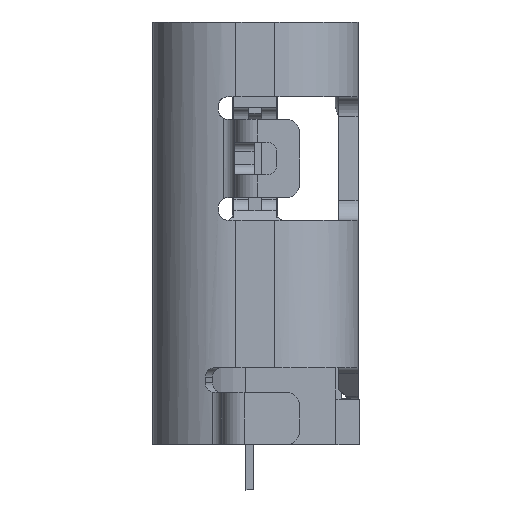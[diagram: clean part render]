
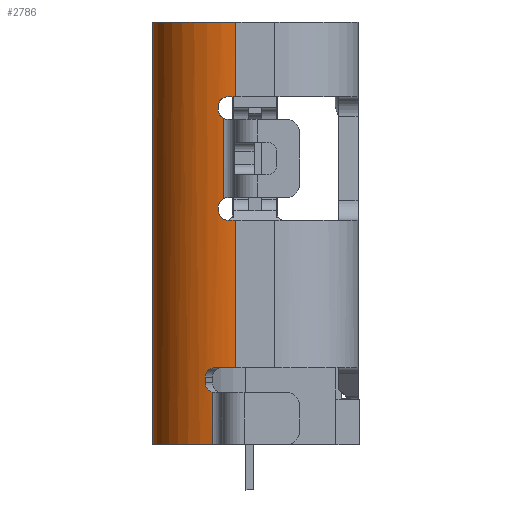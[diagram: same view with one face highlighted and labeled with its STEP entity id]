
A CAD part, left-side view. The second image highlights one B-rep face of the part: STEP entity #2786.
In plain terms, the highlighted cylindrical face has radius 1.28 mm (diameter 2.56 mm), a partial arc.
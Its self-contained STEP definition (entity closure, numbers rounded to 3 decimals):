
#2786=ADVANCED_FACE('NONE',(#6139),#6140,.T.);
#6139=FACE_OUTER_BOUND('',#8397,.T.);
#6140=CYLINDRICAL_SURFACE('',#8398,1.28);
#8397=EDGE_LOOP('',(#11810,#11811,#11812,#11813,#11814,#11815,#11816,#11817,#11818,#11819,#11820,#11821,#11822,#11823,#11824,#11825,#11826,#11827,#11828));
#8398=AXIS2_PLACEMENT_3D('',#11829,#11830,#11831);
#11810=ORIENTED_EDGE('',*,*,#18339,.T.);
#11811=ORIENTED_EDGE('',*,*,#18340,.T.);
#11812=ORIENTED_EDGE('',*,*,#18341,.T.);
#11813=ORIENTED_EDGE('',*,*,#18342,.T.);
#11814=ORIENTED_EDGE('',*,*,#18343,.T.);
#11815=ORIENTED_EDGE('',*,*,#18344,.T.);
#11816=ORIENTED_EDGE('',*,*,#18345,.T.);
#11817=ORIENTED_EDGE('',*,*,#18346,.T.);
#11818=ORIENTED_EDGE('',*,*,#18347,.T.);
#11819=ORIENTED_EDGE('',*,*,#18348,.T.);
#11820=ORIENTED_EDGE('',*,*,#18349,.T.);
#11821=ORIENTED_EDGE('',*,*,#18350,.F.);
#11822=ORIENTED_EDGE('',*,*,#18351,.T.);
#11823=ORIENTED_EDGE('',*,*,#18321,.F.);
#11824=ORIENTED_EDGE('',*,*,#18181,.F.);
#11825=ORIENTED_EDGE('',*,*,#18352,.F.);
#11826=ORIENTED_EDGE('',*,*,#18353,.T.);
#11827=ORIENTED_EDGE('',*,*,#18354,.T.);
#11828=ORIENTED_EDGE('',*,*,#18355,.T.);
#11829=CARTESIAN_POINT('',(-3.19,0.275,-1.5));
#11830=DIRECTION('',(0.0,0.,-1.0));
#11831=DIRECTION('',(1.0,0.0,0.0));
#18181=EDGE_CURVE('NONE',#20516,#20517,#20518,.T.);
#18321=EDGE_CURVE('NONE',#20517,#20760,#20761,.T.);
#18339=EDGE_CURVE('NONE',#20795,#20796,#20797,.T.);
#18340=EDGE_CURVE('NONE',#20796,#20798,#20799,.T.);
#18341=EDGE_CURVE('NONE',#20798,#20800,#20801,.T.);
#18342=EDGE_CURVE('NONE',#20800,#20802,#20803,.T.);
#18343=EDGE_CURVE('NONE',#20802,#20804,#20805,.T.);
#18344=EDGE_CURVE('NONE',#20804,#20806,#20807,.T.);
#18345=EDGE_CURVE('NONE',#20806,#20808,#20809,.T.);
#18346=EDGE_CURVE('NONE',#20808,#20810,#20811,.T.);
#18347=EDGE_CURVE('NONE',#20810,#20812,#20813,.T.);
#18348=EDGE_CURVE('NONE',#20812,#20814,#20815,.T.);
#18349=EDGE_CURVE('NONE',#20814,#20816,#20817,.T.);
#18350=EDGE_CURVE('NONE',#20818,#20816,#20819,.T.);
#18351=EDGE_CURVE('NONE',#20818,#20760,#20820,.T.);
#18352=EDGE_CURVE('NONE',#20821,#20516,#20822,.T.);
#18353=EDGE_CURVE('NONE',#20821,#20823,#20824,.T.);
#18354=EDGE_CURVE('NONE',#20823,#20825,#20826,.T.);
#18355=EDGE_CURVE('NONE',#20825,#20795,#20827,.T.);
#20516=VERTEX_POINT('NONE',#22792);
#20517=VERTEX_POINT('NONE',#22793);
#20518=LINE('',#22794,#22795);
#20760=VERTEX_POINT('NONE',#23145);
#20761=CIRCLE('',#23146,1.28);
#20795=VERTEX_POINT('NONE',#23191);
#20796=VERTEX_POINT('NONE',#23192);
#20797=B_SPLINE_CURVE_WITH_KNOTS('',3,(#23193,#23194,#23195,#23196,#23197,#23198),.UNSPECIFIED.,.F.,.F.,(4,2,4),(0.0,0.5,1.0),.UNSPECIFIED.);
#20798=VERTEX_POINT('NONE',#23199);
#20799=CIRCLE('',#23200,1.28);
#20800=VERTEX_POINT('NONE',#23201);
#20801=LINE('',#23202,#23203);
#20802=VERTEX_POINT('NONE',#23204);
#20803=CIRCLE('',#23205,1.28);
#20804=VERTEX_POINT('NONE',#23206);
#20805=B_SPLINE_CURVE_WITH_KNOTS('',3,(#23207,#23208,#23209,#23210,#23211,#23212),.UNSPECIFIED.,.F.,.F.,(4,2,4),(0.0,0.5,1.0),.UNSPECIFIED.);
#20806=VERTEX_POINT('NONE',#23213);
#20807=LINE('',#23214,#23215);
#20808=VERTEX_POINT('NONE',#23216);
#20809=B_SPLINE_CURVE_WITH_KNOTS('',3,(#23217,#23218,#23219,#23220),.UNSPECIFIED.,.F.,.F.,(4,4),(0.0,1.0),.UNSPECIFIED.);
#20810=VERTEX_POINT('NONE',#23221);
#20811=LINE('',#23222,#23223);
#20812=VERTEX_POINT('NONE',#23224);
#20813=B_SPLINE_CURVE_WITH_KNOTS('',3,(#23225,#23226,#23227,#23228),.UNSPECIFIED.,.F.,.F.,(4,4),(0.0,1.0),.UNSPECIFIED.);
#20814=VERTEX_POINT('NONE',#23229);
#20815=LINE('',#23230,#23231);
#20816=VERTEX_POINT('NONE',#23232);
#20817=B_SPLINE_CURVE_WITH_KNOTS('',3,(#23233,#23234,#23235,#23236,#23237,#23238),.UNSPECIFIED.,.F.,.F.,(4,2,4),(0.0,0.5,1.0),.UNSPECIFIED.);
#20818=VERTEX_POINT('NONE',#23239);
#20819=CIRCLE('',#23240,1.28);
#20820=LINE('',#23241,#23242);
#20821=VERTEX_POINT('NONE',#23243);
#20822=CIRCLE('',#23244,1.28);
#20823=VERTEX_POINT('NONE',#23245);
#20824=LINE('',#23246,#23247);
#20825=VERTEX_POINT('NONE',#23248);
#20826=B_SPLINE_CURVE_WITH_KNOTS('',3,(#23249,#23250,#23251,#23252),.UNSPECIFIED.,.F.,.F.,(4,4),(0.0,1.0),.UNSPECIFIED.);
#20827=LINE('',#23253,#23254);
#22792=CARTESIAN_POINT('',(-3.19,1.555,-6.5));
#22793=CARTESIAN_POINT('',(-3.19,1.555,0.));
#22794=CARTESIAN_POINT('',(-3.19,1.555,-6.05));
#22795=VECTOR('',#26163,1000.0);
#23145=CARTESIAN_POINT('',(-4.47,0.275,0.));
#23146=AXIS2_PLACEMENT_3D('',#26377,#26378,#26379);
#23191=CARTESIAN_POINT('',(-4.381,0.745,-5.47));
#23192=CARTESIAN_POINT('',(-4.427,0.602,-5.32));
#23193=CARTESIAN_POINT('',(-4.381,0.745,-5.47));
#23194=CARTESIAN_POINT('',(-4.381,0.745,-5.428));
#23195=CARTESIAN_POINT('',(-4.386,0.731,-5.393));
#23196=CARTESIAN_POINT('',(-4.406,0.676,-5.335));
#23197=CARTESIAN_POINT('',(-4.417,0.642,-5.32));
#23198=CARTESIAN_POINT('',(-4.427,0.602,-5.32));
#23199=CARTESIAN_POINT('',(-4.47,0.275,-5.32));
#23200=AXIS2_PLACEMENT_3D('',#26409,#26410,#26411);
#23201=CARTESIAN_POINT('',(-4.47,0.275,-3.05));
#23202=CARTESIAN_POINT('',(-4.47,0.275,-1.5));
#23203=VECTOR('',#26412,1000.0);
#23204=CARTESIAN_POINT('',(-4.464,0.395,-3.05));
#23205=AXIS2_PLACEMENT_3D('',#26413,#26414,#26415);
#23206=CARTESIAN_POINT('',(-4.441,0.545,-2.9));
#23207=CARTESIAN_POINT('',(-4.464,0.395,-3.05));
#23208=CARTESIAN_POINT('',(-4.46,0.437,-3.05));
#23209=CARTESIAN_POINT('',(-4.455,0.472,-3.035));
#23210=CARTESIAN_POINT('',(-4.445,0.53,-2.977));
#23211=CARTESIAN_POINT('',(-4.441,0.545,-2.941));
#23212=CARTESIAN_POINT('',(-4.441,0.545,-2.9));
#23213=CARTESIAN_POINT('',(-4.441,0.545,-2.85));
#23214=CARTESIAN_POINT('',(-4.441,0.545,-1.5));
#23215=VECTOR('',#26416,1000.0);
#23216=CARTESIAN_POINT('',(-4.456,0.465,-2.717));
#23217=CARTESIAN_POINT('',(-4.441,0.545,-2.85));
#23218=CARTESIAN_POINT('',(-4.441,0.545,-2.794));
#23219=CARTESIAN_POINT('',(-4.448,0.514,-2.743));
#23220=CARTESIAN_POINT('',(-4.456,0.465,-2.717));
#23221=CARTESIAN_POINT('',(-4.456,0.465,-1.483));
#23222=CARTESIAN_POINT('',(-4.456,0.465,-1.5));
#23223=VECTOR('',#26417,1000.0);
#23224=CARTESIAN_POINT('',(-4.441,0.545,-1.35));
#23225=CARTESIAN_POINT('',(-4.456,0.465,-1.483));
#23226=CARTESIAN_POINT('',(-4.448,0.514,-1.457));
#23227=CARTESIAN_POINT('',(-4.441,0.545,-1.406));
#23228=CARTESIAN_POINT('',(-4.441,0.545,-1.35));
#23229=CARTESIAN_POINT('',(-4.441,0.545,-1.3));
#23230=CARTESIAN_POINT('',(-4.441,0.545,-1.5));
#23231=VECTOR('',#26418,1000.0);
#23232=CARTESIAN_POINT('',(-4.464,0.395,-1.15));
#23233=CARTESIAN_POINT('',(-4.441,0.545,-1.3));
#23234=CARTESIAN_POINT('',(-4.441,0.545,-1.259));
#23235=CARTESIAN_POINT('',(-4.445,0.531,-1.224));
#23236=CARTESIAN_POINT('',(-4.455,0.472,-1.165));
#23237=CARTESIAN_POINT('',(-4.46,0.437,-1.15));
#23238=CARTESIAN_POINT('',(-4.464,0.395,-1.15));
#23239=CARTESIAN_POINT('',(-4.47,0.275,-1.15));
#23240=AXIS2_PLACEMENT_3D('',#26419,#26420,#26421);
#23241=CARTESIAN_POINT('',(-4.47,0.275,-1.5));
#23242=VECTOR('',#26422,1000.0);
#23243=CARTESIAN_POINT('',(-4.417,0.638,-6.5));
#23244=AXIS2_PLACEMENT_3D('',#26423,#26424,#26425);
#23245=CARTESIAN_POINT('',(-4.417,0.638,-5.695));
#23246=CARTESIAN_POINT('',(-4.417,0.638,-1.5));
#23247=VECTOR('',#26426,1000.0);
#23248=CARTESIAN_POINT('',(-4.381,0.745,-5.55));
#23249=CARTESIAN_POINT('',(-4.417,0.638,-5.695));
#23250=CARTESIAN_POINT('',(-4.399,0.701,-5.679));
#23251=CARTESIAN_POINT('',(-4.381,0.745,-5.62));
#23252=CARTESIAN_POINT('',(-4.381,0.745,-5.55));
#23253=CARTESIAN_POINT('',(-4.381,0.745,-1.5));
#23254=VECTOR('',#26427,1000.0);
#26163=DIRECTION('',(0.0,0.,1.0));
#26377=CARTESIAN_POINT('',(-3.19,0.275,0.));
#26378=DIRECTION('',(0.0,0.,1.0));
#26379=DIRECTION('',(1.0,0.0,-0.0));
#26409=CARTESIAN_POINT('',(-3.19,0.275,-5.32));
#26410=DIRECTION('',(0.0,0.,1.0));
#26411=DIRECTION('',(1.0,0.0,-0.0));
#26412=DIRECTION('',(0.0,0.,1.0));
#26413=CARTESIAN_POINT('',(-3.19,0.275,-3.05));
#26414=DIRECTION('',(0.0,0.,-1.0));
#26415=DIRECTION('',(1.0,0.0,0.0));
#26416=DIRECTION('',(0.0,0.,1.0));
#26417=DIRECTION('',(0.0,0.,1.0));
#26418=DIRECTION('',(0.0,0.,1.0));
#26419=CARTESIAN_POINT('',(-3.19,0.275,-1.15));
#26420=DIRECTION('',(0.0,0.,-1.0));
#26421=DIRECTION('',(1.0,0.0,0.0));
#26422=DIRECTION('',(0.0,0.,1.0));
#26423=CARTESIAN_POINT('',(-3.19,0.275,-6.5));
#26424=DIRECTION('',(0.0,0.,-1.0));
#26425=DIRECTION('',(1.0,0.0,0.0));
#26426=DIRECTION('',(0.0,0.,1.0));
#26427=DIRECTION('',(0.0,0.,1.0));
